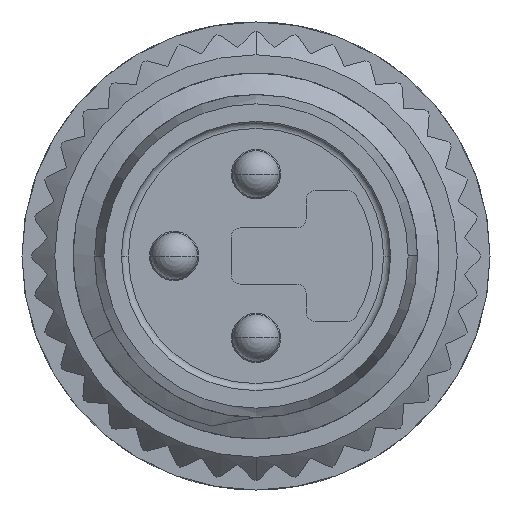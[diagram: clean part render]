
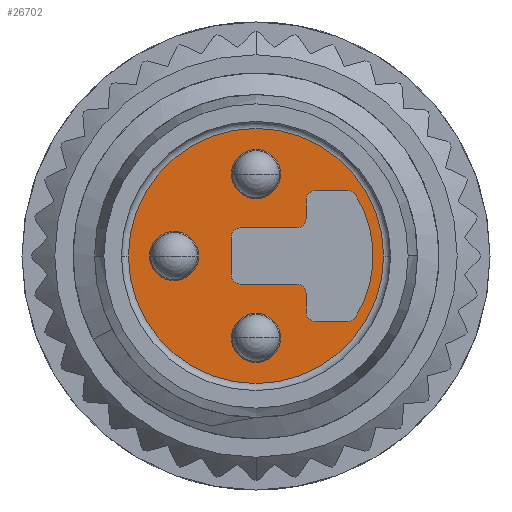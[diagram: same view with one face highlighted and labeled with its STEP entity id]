
A CAD part, front view. The second image highlights one B-rep face of the part: STEP entity #26702.
In plain terms, the highlighted planar face has unit normal (0, -1, 0).
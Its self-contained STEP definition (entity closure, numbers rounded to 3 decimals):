
#9131=CARTESIAN_POINT('',(0.,-82.7,0.));
#9132=DIRECTION('',(0.,-1.,0.));
#9133=DIRECTION('',(1.,0.,0.));
#9134=AXIS2_PLACEMENT_3D('',#9131,#9132,#9133);
#9141=CARTESIAN_POINT('',(-1.75,-82.7,0.));
#9142=DIRECTION('',(0.,-1.,0.));
#9143=DIRECTION('',(0.,0.,1.));
#9144=AXIS2_PLACEMENT_3D('',#9141,#9142,#9143);
#9146=CARTESIAN_POINT('',(-1.75,-82.7,0.));
#9147=DIRECTION('',(0.,-1.,0.));
#9148=DIRECTION('',(0.,0.,-1.));
#9149=AXIS2_PLACEMENT_3D('',#9146,#9147,#9148);
#9151=CARTESIAN_POINT('',(0.,-82.7,1.75));
#9152=DIRECTION('',(0.,-1.,0.));
#9153=DIRECTION('',(0.,0.,1.));
#9154=AXIS2_PLACEMENT_3D('',#9151,#9152,#9153);
#9156=CARTESIAN_POINT('',(0.,-82.7,1.75));
#9157=DIRECTION('',(0.,-1.,0.));
#9158=DIRECTION('',(0.,0.,-1.));
#9159=AXIS2_PLACEMENT_3D('',#9156,#9157,#9158);
#9161=CARTESIAN_POINT('',(0.,-82.7,-1.75));
#9162=DIRECTION('',(0.,-1.,0.));
#9163=DIRECTION('',(0.,0.,1.));
#9164=AXIS2_PLACEMENT_3D('',#9161,#9162,#9163);
#9166=CARTESIAN_POINT('',(0.,-82.7,-1.75));
#9167=DIRECTION('',(0.,-1.,0.));
#9168=DIRECTION('',(0.,0.,-1.));
#9169=AXIS2_PLACEMENT_3D('',#9166,#9167,#9168);
#9171=CARTESIAN_POINT('',(0.871,-82.7,0.8));
#9172=DIRECTION('',(0.,1.,0.));
#9173=DIRECTION('',(1.,0.,0.));
#9174=AXIS2_PLACEMENT_3D('',#9171,#9172,#9173);
#9176=CARTESIAN_POINT('',(-0.329,-82.7,0.4));
#9177=DIRECTION('',(0.,-1.,0.));
#9178=DIRECTION('',(0.,0.,1.));
#9179=AXIS2_PLACEMENT_3D('',#9176,#9177,#9178);
#9181=CARTESIAN_POINT('',(-0.329,-82.7,-0.4));
#9182=DIRECTION('',(0.,-1.,0.));
#9183=DIRECTION('',(-1.,0.,0.));
#9184=AXIS2_PLACEMENT_3D('',#9181,#9182,#9183);
#9186=CARTESIAN_POINT('',(0.871,-82.7,-0.8));
#9187=DIRECTION('',(0.,1.,0.));
#9188=DIRECTION('',(0.,0.,1.));
#9189=AXIS2_PLACEMENT_3D('',#9186,#9187,#9188);
#9191=CARTESIAN_POINT('',(1.271,-82.7,-1.2));
#9192=DIRECTION('',(0.,-1.,0.));
#9193=DIRECTION('',(-1.,0.,0.));
#9194=AXIS2_PLACEMENT_3D('',#9191,#9192,#9193);
#9196=CARTESIAN_POINT('',(1.962,-82.7,-1.2));
#9197=DIRECTION('',(0.,-1.,0.));
#9198=DIRECTION('',(0.,0.,-1.));
#9199=AXIS2_PLACEMENT_3D('',#9196,#9197,#9198);
#9201=CARTESIAN_POINT('',(0.,-82.7,0.));
#9202=DIRECTION('',(0.,-1.,0.));
#9203=DIRECTION('',(0.853,0.,-0.522));
#9204=AXIS2_PLACEMENT_3D('',#9201,#9202,#9203);
#9206=CARTESIAN_POINT('',(1.962,-82.7,1.2));
#9207=DIRECTION('',(0.,-1.,0.));
#9208=DIRECTION('',(0.853,0.,0.522));
#9209=AXIS2_PLACEMENT_3D('',#9206,#9207,#9208);
#9211=CARTESIAN_POINT('',(1.271,-82.7,1.2));
#9212=DIRECTION('',(0.,-1.,0.));
#9213=DIRECTION('',(0.,0.,1.));
#9214=AXIS2_PLACEMENT_3D('',#9211,#9212,#9213);
#9216=CARTESIAN_POINT('',(0.,-82.7,0.));
#9217=DIRECTION('',(0.,-1.,0.));
#9218=DIRECTION('',(-1.,0.,0.));
#9219=AXIS2_PLACEMENT_3D('',#9216,#9217,#9218);
#9465=DIRECTION('',(0.,0.,1.));
#9466=VECTOR('',#9465,0.4);
#9467=CARTESIAN_POINT('',(1.071,-82.7,0.8));
#9468=LINE('',#9467,#9466);
#9550=DIRECTION('',(0.,0.,1.));
#9551=VECTOR('',#9550,0.4);
#9552=CARTESIAN_POINT('',(1.071,-82.7,-1.2));
#9553=LINE('',#9552,#9551);
#9562=DIRECTION('',(-1.,0.,0.));
#9563=VECTOR('',#9562,1.2);
#9564=CARTESIAN_POINT('',(0.871,-82.7,-0.6));
#9565=LINE('',#9564,#9563);
#9574=DIRECTION('',(0.,0.,1.));
#9575=VECTOR('',#9574,0.8);
#9576=CARTESIAN_POINT('',(-0.529,-82.7,-0.4));
#9577=LINE('',#9576,#9575);
#9586=DIRECTION('',(1.,0.,0.));
#9587=VECTOR('',#9586,1.2);
#9588=CARTESIAN_POINT('',(-0.329,-82.7,0.6));
#9589=LINE('',#9588,#9587);
#9598=DIRECTION('',(-1.,0.,0.));
#9599=VECTOR('',#9598,0.691);
#9600=CARTESIAN_POINT('',(1.962,-82.7,-1.4));
#9601=LINE('',#9600,#9599);
#9618=DIRECTION('',(1.,0.,0.));
#9619=VECTOR('',#9618,0.691);
#9620=CARTESIAN_POINT('',(1.271,-82.7,1.4));
#9621=LINE('',#9620,#9619);
#13985=CARTESIAN_POINT('',(-2.725,-82.7,0.));
#13986=VERTEX_POINT('',#13985);
#13987=CARTESIAN_POINT('',(2.725,-82.7,0.));
#13988=VERTEX_POINT('',#13987);
#13989=CARTESIAN_POINT('',(-1.75,-82.7,0.525));
#13990=CARTESIAN_POINT('',(-1.75,-82.7,-0.525));
#13991=VERTEX_POINT('',#13989);
#13992=VERTEX_POINT('',#13990);
#13993=CARTESIAN_POINT('',(0.,-82.7,2.275));
#13994=CARTESIAN_POINT('',(0.,-82.7,1.225));
#13995=VERTEX_POINT('',#13993);
#13996=VERTEX_POINT('',#13994);
#13997=CARTESIAN_POINT('',(0.,-82.7,-1.225));
#13998=CARTESIAN_POINT('',(0.,-82.7,-2.275));
#13999=VERTEX_POINT('',#13997);
#14000=VERTEX_POINT('',#13998);
#14001=CARTESIAN_POINT('',(1.071,-82.7,0.8));
#14002=CARTESIAN_POINT('',(0.871,-82.7,0.6));
#14003=VERTEX_POINT('',#14001);
#14004=VERTEX_POINT('',#14002);
#14005=CARTESIAN_POINT('',(-0.329,-82.7,0.6));
#14006=VERTEX_POINT('',#14005);
#14007=CARTESIAN_POINT('',(-0.529,-82.7,0.4));
#14008=VERTEX_POINT('',#14007);
#14009=CARTESIAN_POINT('',(-0.529,-82.7,-0.4));
#14010=VERTEX_POINT('',#14009);
#14011=CARTESIAN_POINT('',(-0.329,-82.7,-0.6));
#14012=VERTEX_POINT('',#14011);
#14013=CARTESIAN_POINT('',(0.871,-82.7,-0.6));
#14014=VERTEX_POINT('',#14013);
#14015=CARTESIAN_POINT('',(1.071,-82.7,-0.8));
#14016=VERTEX_POINT('',#14015);
#14017=CARTESIAN_POINT('',(1.071,-82.7,-1.2));
#14018=VERTEX_POINT('',#14017);
#14019=CARTESIAN_POINT('',(1.271,-82.7,-1.4));
#14020=VERTEX_POINT('',#14019);
#14021=CARTESIAN_POINT('',(1.962,-82.7,-1.4));
#14022=VERTEX_POINT('',#14021);
#14023=CARTESIAN_POINT('',(2.133,-82.7,-1.304));
#14024=VERTEX_POINT('',#14023);
#14025=CARTESIAN_POINT('',(2.133,-82.7,1.304));
#14026=VERTEX_POINT('',#14025);
#14027=CARTESIAN_POINT('',(1.962,-82.7,1.4));
#14028=VERTEX_POINT('',#14027);
#14029=CARTESIAN_POINT('',(1.271,-82.7,1.4));
#14030=VERTEX_POINT('',#14029);
#14031=CARTESIAN_POINT('',(1.071,-82.7,1.2));
#14032=VERTEX_POINT('',#14031);
#26640=CARTESIAN_POINT('',(0.,-82.7,0.));
#26641=DIRECTION('',(0.,-1.,0.));
#26642=DIRECTION('',(1.,0.,0.));
#26643=AXIS2_PLACEMENT_3D('',#26640,#26641,#26642);
#26644=PLANE('',#26643);
#26646=ORIENTED_EDGE('',*,*,#26645,.F.);
#26647=ORIENTED_EDGE('',*,*,#26630,.F.);
#26648=EDGE_LOOP('',(#26646,#26647));
#26649=FACE_OUTER_BOUND('',#26648,.F.);
#26651=ORIENTED_EDGE('',*,*,#26650,.T.);
#26653=ORIENTED_EDGE('',*,*,#26652,.T.);
#26654=EDGE_LOOP('',(#26651,#26653));
#26655=FACE_BOUND('',#26654,.F.);
#26657=ORIENTED_EDGE('',*,*,#26656,.T.);
#26659=ORIENTED_EDGE('',*,*,#26658,.T.);
#26660=EDGE_LOOP('',(#26657,#26659));
#26661=FACE_BOUND('',#26660,.F.);
#26663=ORIENTED_EDGE('',*,*,#26662,.T.);
#26665=ORIENTED_EDGE('',*,*,#26664,.T.);
#26666=EDGE_LOOP('',(#26663,#26665));
#26667=FACE_BOUND('',#26666,.F.);
#26669=ORIENTED_EDGE('',*,*,#26668,.T.);
#26671=ORIENTED_EDGE('',*,*,#26670,.F.);
#26673=ORIENTED_EDGE('',*,*,#26672,.T.);
#26675=ORIENTED_EDGE('',*,*,#26674,.F.);
#26677=ORIENTED_EDGE('',*,*,#26676,.T.);
#26679=ORIENTED_EDGE('',*,*,#26678,.F.);
#26681=ORIENTED_EDGE('',*,*,#26680,.T.);
#26683=ORIENTED_EDGE('',*,*,#26682,.F.);
#26685=ORIENTED_EDGE('',*,*,#26684,.T.);
#26687=ORIENTED_EDGE('',*,*,#26686,.F.);
#26689=ORIENTED_EDGE('',*,*,#26688,.T.);
#26691=ORIENTED_EDGE('',*,*,#26690,.T.);
#26693=ORIENTED_EDGE('',*,*,#26692,.T.);
#26695=ORIENTED_EDGE('',*,*,#26694,.F.);
#26697=ORIENTED_EDGE('',*,*,#26696,.T.);
#26699=ORIENTED_EDGE('',*,*,#26698,.F.);
#26700=EDGE_LOOP('',(#26669,#26671,#26673,#26675,#26677,#26679,#26681,#26683,
#26685,#26687,#26689,#26691,#26693,#26695,#26697,#26699));
#26701=FACE_BOUND('',#26700,.F.);
#9135=CIRCLE('',#9134,2.725);
#9145=CIRCLE('',#9144,0.525);
#9150=CIRCLE('',#9149,0.525);
#9155=CIRCLE('',#9154,0.525);
#9160=CIRCLE('',#9159,0.525);
#9165=CIRCLE('',#9164,0.525);
#9170=CIRCLE('',#9169,0.525);
#9175=CIRCLE('',#9174,0.2);
#9180=CIRCLE('',#9179,0.2);
#9185=CIRCLE('',#9184,0.2);
#9190=CIRCLE('',#9189,0.2);
#9195=CIRCLE('',#9194,0.2);
#9200=CIRCLE('',#9199,0.2);
#9205=CIRCLE('',#9204,2.5);
#9210=CIRCLE('',#9209,0.2);
#9215=CIRCLE('',#9214,0.2);
#9220=CIRCLE('',#9219,2.725);
#26630=EDGE_CURVE('',#13988,#13986,#9135,.T.);
#26645=EDGE_CURVE('',#13986,#13988,#9220,.T.);
#26650=EDGE_CURVE('',#13991,#13992,#9145,.T.);
#26652=EDGE_CURVE('',#13992,#13991,#9150,.T.);
#26656=EDGE_CURVE('',#13995,#13996,#9155,.T.);
#26658=EDGE_CURVE('',#13996,#13995,#9160,.T.);
#26662=EDGE_CURVE('',#13999,#14000,#9165,.T.);
#26664=EDGE_CURVE('',#14000,#13999,#9170,.T.);
#26668=EDGE_CURVE('',#14003,#14004,#9175,.T.);
#26670=EDGE_CURVE('',#14006,#14004,#9589,.T.);
#26672=EDGE_CURVE('',#14006,#14008,#9180,.T.);
#26674=EDGE_CURVE('',#14010,#14008,#9577,.T.);
#26676=EDGE_CURVE('',#14010,#14012,#9185,.T.);
#26678=EDGE_CURVE('',#14014,#14012,#9565,.T.);
#26680=EDGE_CURVE('',#14014,#14016,#9190,.T.);
#26682=EDGE_CURVE('',#14018,#14016,#9553,.T.);
#26684=EDGE_CURVE('',#14018,#14020,#9195,.T.);
#26686=EDGE_CURVE('',#14022,#14020,#9601,.T.);
#26688=EDGE_CURVE('',#14022,#14024,#9200,.T.);
#26690=EDGE_CURVE('',#14024,#14026,#9205,.T.);
#26692=EDGE_CURVE('',#14026,#14028,#9210,.T.);
#26694=EDGE_CURVE('',#14030,#14028,#9621,.T.);
#26696=EDGE_CURVE('',#14030,#14032,#9215,.T.);
#26698=EDGE_CURVE('',#14003,#14032,#9468,.T.);
#26702=ADVANCED_FACE('',(#26649,#26655,#26661,#26667,#26701),#26644,.T.);
